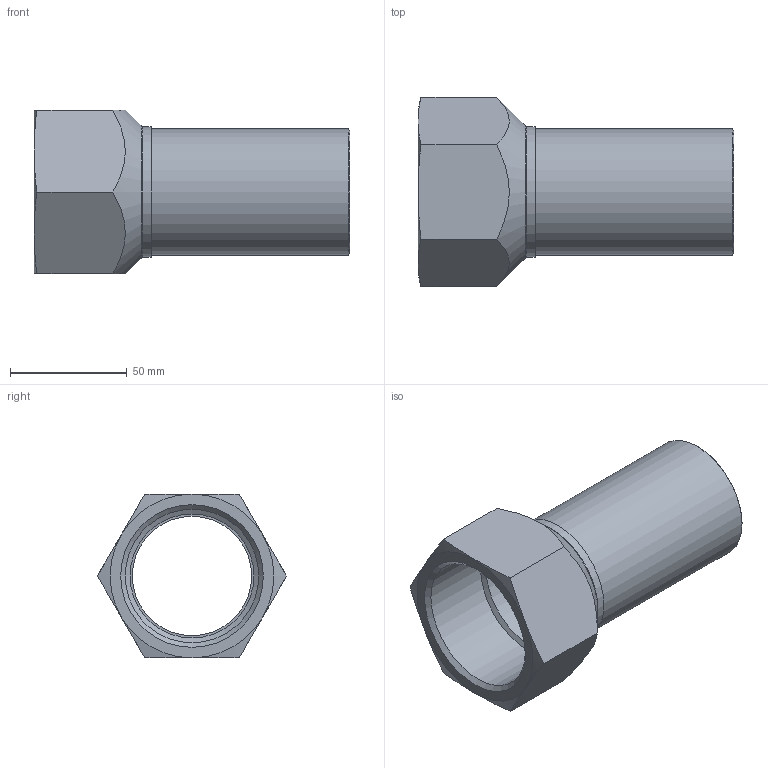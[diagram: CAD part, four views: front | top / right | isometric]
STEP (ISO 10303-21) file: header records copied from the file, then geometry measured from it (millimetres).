
FILE_DESCRIPTION(/* description */ ('MANICOTTO CON INSERIMENTO FILETTO FEMMINA 54x2'''' (INOXPRES GAS)'),/* implementation_level */ '2;1');
FILE_NAME(/* name */ '269200054_Inoxpres.stp',/* time_stamp */ '2022-10-13T08:45:41+02:00',/* author */ ('Vault'),/* organization */ ('Raccorderie metalliche s.p.a. '),/* preprocessor_version */ 'ST-DEVELOPER v18.1',/* originating_system */ 'Autodesk Inventor 2020',/* authorisation */ 'Raccorderie metalliche s.p.a. ');
FILE_SCHEMA (('AUTOMOTIVE_DESIGN { 1 0 10303 214 3 1 1 }'));
Length unit declared in the file: millimetre
Products named in the file (1): 269200054_Inoxpres
Bounding box: 135 x 80.83 x 70 mm (x, y, z)
Volume: 95110.6 mm3; surface area: 51094 mm2
Topology: 1 solids, 1 shells, 27 faces, 64 edges, 41 vertices
Faces by surface type: cone 11, plane 10, cylinder 5, torus 1
Full cylindrical faces by diameter (mm): 51 x1, 53 x1, 54 x1, 56 x1, 57.15 x1
Entity records: 815 total; most frequent: CARTESIAN_POINT 169, DIRECTION 132, ORIENTED_EDGE 128, EDGE_CURVE 64, AXIS2_PLACEMENT_3D 58, VERTEX_POINT 41, EDGE_LOOP 31, CIRCLE 30
